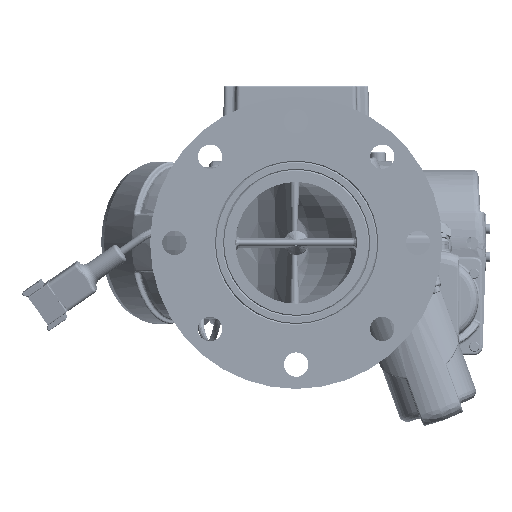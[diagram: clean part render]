
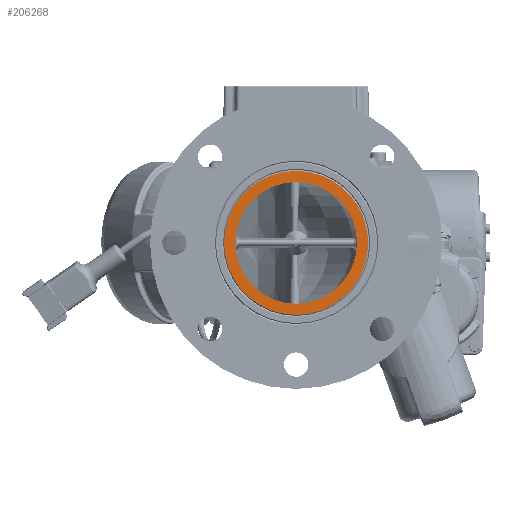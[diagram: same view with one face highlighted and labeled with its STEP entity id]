
A CAD part, front view. The second image highlights one B-rep face of the part: STEP entity #206268.
In plain terms, the highlighted planar face has unit normal (0, -1, 0).
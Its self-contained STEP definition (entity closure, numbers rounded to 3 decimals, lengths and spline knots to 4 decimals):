
#7701 = CARTESIAN_POINT ( 'NONE',  ( 0., -5.2645, 0. ) ) ;
#11623 = AXIS2_PLACEMENT_3D ( 'NONE', #247470, #291868, #268242 ) ;
#20252 = FACE_BOUND ( 'NONE', #118853, .T. ) ;
#24630 = PLANE ( 'NONE',  #221887 ) ;
#26813 = EDGE_CURVE ( 'Defeatured_105_03+Defeatured_105_4+Defeatured_105_4+Defeatured_105_4', #152656, #99126, #125032, .T. ) ;
#31351 = CIRCLE ( 'NONE', #154119, 2.219 ) ;
#34637 = CARTESIAN_POINT ( 'NONE',  ( 0., -5.2645, 0. ) ) ;
#42408 = DIRECTION ( 'NONE',  ( 0., 1., 0. ) ) ;
#42956 = DIRECTION ( 'NONE',  ( 0., 0., 1. ) ) ;
#43871 = FACE_OUTER_BOUND ( 'NONE', #136082, .T. ) ;
#66976 = AXIS2_PLACEMENT_3D ( 'NONE', #7701, #278507, #42956 ) ;
#93855 = CARTESIAN_POINT ( 'NONE',  ( 0., -5.2645, 0. ) ) ;
#99126 = VERTEX_POINT ( 'NONE', #214460 ) ;
#101623 = CARTESIAN_POINT ( 'NONE',  ( 0., -5.2645, -1.875 ) ) ;
#109334 = ORIENTED_EDGE ( 'NONE', *, *, #139761, .F. ) ;
#109900 = CARTESIAN_POINT ( 'NONE',  ( 0., -5.2645, 1.875 ) ) ;
#114686 = CARTESIAN_POINT ( 'NONE',  ( 0., -5.2645, 2.219 ) ) ;
#118838 = EDGE_CURVE ( 'Defeatured_105_03+Defeatured_105_4+Defeatured_105_4+Defeatured_105_4', #99126, #152656, #31351, .T. ) ;
#118853 = EDGE_LOOP ( 'NONE', ( #109334, #162691 ) ) ;
#125032 = CIRCLE ( 'NONE', #11623, 2.219 ) ;
#136082 = EDGE_LOOP ( 'NONE', ( #246050, #289162 ) ) ;
#139761 = EDGE_CURVE ( 'Defeatured_105_5+Defeatured_105_4+Defeatured_105_4+Defeatured_105_4', #203469, #276923, #186953, .T. ) ;
#152656 = VERTEX_POINT ( 'NONE', #114686 ) ;
#154119 = AXIS2_PLACEMENT_3D ( 'NONE', #93855, #207786, #160476 ) ;
#156366 = DIRECTION ( 'NONE',  ( -1., 0., 0. ) ) ;
#160476 = DIRECTION ( 'NONE',  ( 0., 0., -1. ) ) ;
#162691 = ORIENTED_EDGE ( 'NONE', *, *, #211213, .F. ) ;
#169325 = DIRECTION ( 'NONE',  ( 0., -1., 0. ) ) ;
#182308 = AXIS2_PLACEMENT_3D ( 'NONE', #34637, #169325, #209407 ) ;
#186953 = CIRCLE ( 'NONE', #182308, 1.875 ) ;
#203469 = VERTEX_POINT ( 'NONE', #109900 ) ;
#206268 = ADVANCED_FACE ( 'Defeatured_105_4', ( #43871, #20252 ), #24630, .F. ) ;
#207786 = DIRECTION ( 'NONE',  ( 0., 1., 0. ) ) ;
#209407 = DIRECTION ( 'NONE',  ( 0., 0., 1. ) ) ;
#211213 = EDGE_CURVE ( 'Defeatured_105_5+Defeatured_105_4+Defeatured_105_4+Defeatured_105_4', #276923, #203469, #275150, .T. ) ;
#214460 = CARTESIAN_POINT ( 'NONE',  ( 0., -5.2645, -2.219 ) ) ;
#221887 = AXIS2_PLACEMENT_3D ( 'NONE', #245201, #42408, #156366 ) ;
#245201 = CARTESIAN_POINT ( 'NONE',  ( 0., -5.2645, 0. ) ) ;
#246050 = ORIENTED_EDGE ( 'NONE', *, *, #118838, .F. ) ;
#247470 = CARTESIAN_POINT ( 'NONE',  ( 0., -5.2645, 0. ) ) ;
#268242 = DIRECTION ( 'NONE',  ( 0., 0., -1. ) ) ;
#275150 = CIRCLE ( 'NONE', #66976, 1.875 ) ;
#276923 = VERTEX_POINT ( 'NONE', #101623 ) ;
#278507 = DIRECTION ( 'NONE',  ( 0., -1., 0. ) ) ;
#289162 = ORIENTED_EDGE ( 'NONE', *, *, #26813, .F. ) ;
#291868 = DIRECTION ( 'NONE',  ( 0., 1., 0. ) ) ;
